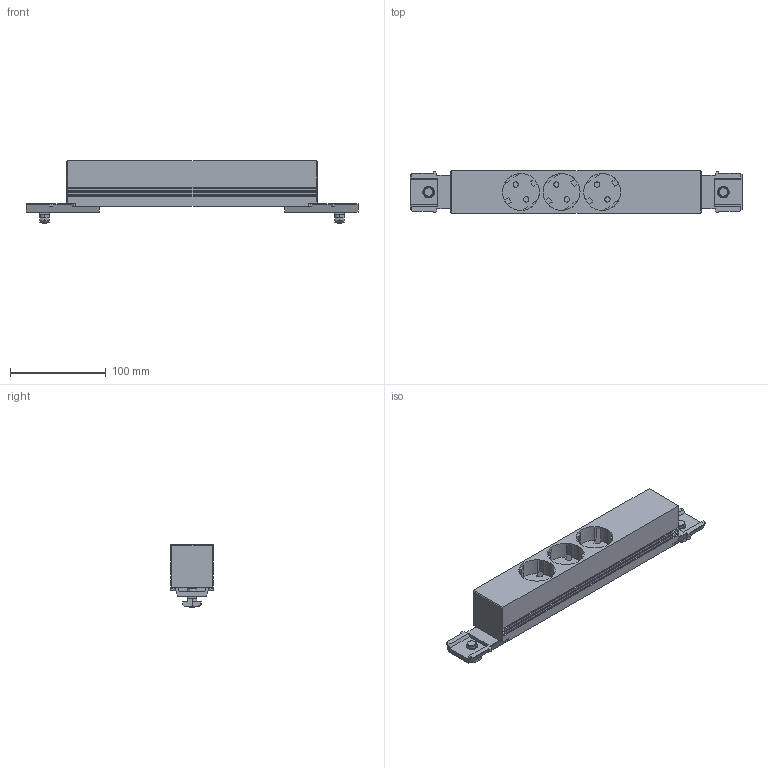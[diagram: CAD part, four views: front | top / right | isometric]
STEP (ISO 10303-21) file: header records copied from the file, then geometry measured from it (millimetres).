
FILE_DESCRIPTION(('STEP AP214'),'1');
FILE_NAME('cctmp_31E06385-5C69-4DF3-89E5-8EADFE2CE57C_2020_3_6_8_23_35_878..stp','2020-03-06T07:23:36',('Bosch Rexroth AG'),('CADClick - www.CADClick.com'),'Spatial InterOp 3D',' ','unknown authorization - (Healing Option Enabled)');
FILE_SCHEMA(('AUTOMOTIVE_DESIGN'));
Length unit declared in the file: millimetre
Products named in the file (1): 2020_03_06__08-23-35-878
Bounding box: 347.1 x 44 x 64.9 mm (x, y, z)
Volume: 211443.5 mm3; surface area: 117187.6 mm2
Topology: 1 solids, 1 shells, 377 faces, 1050 edges, 682 vertices
Faces by surface type: plane 263, cylinder 98, cone 16
Entity records: 17478 total; most frequent: CARTESIAN_POINT 4522, ORIENTED_EDGE 2100, DIRECTION 2032, EDGE_CURVE 1050, LINE 808, VECTOR 808, VERTEX_POINT 682, AXIS2_PLACEMENT_3D 612
